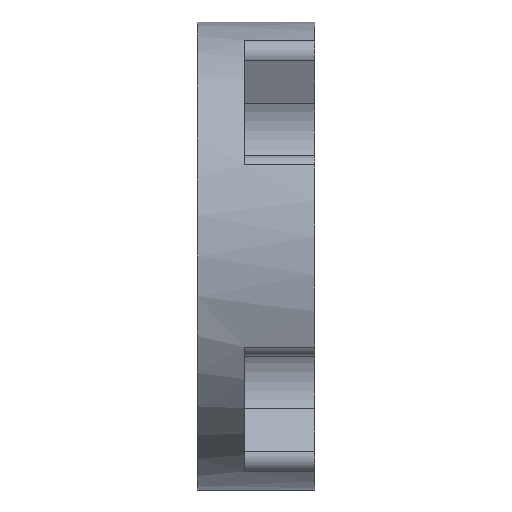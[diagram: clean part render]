
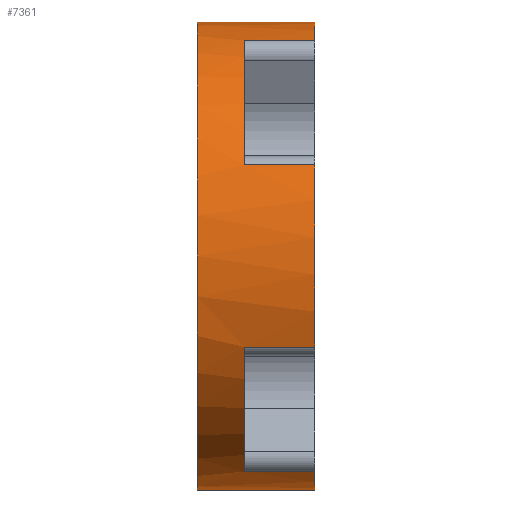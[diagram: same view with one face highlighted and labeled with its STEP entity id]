
A CAD part, left-side view. The second image highlights one B-rep face of the part: STEP entity #7361.
In plain terms, the highlighted cylindrical face has radius 12.696 mm (diameter 25.392 mm), a partial arc.
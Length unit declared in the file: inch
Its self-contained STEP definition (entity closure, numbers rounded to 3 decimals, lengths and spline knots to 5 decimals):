
#105 = VERTEX_POINT ( 'NONE', #6524 ) ;
#309 = CARTESIAN_POINT ( 'NONE',  ( 0., 0., 0. ) ) ;
#439 = EDGE_CURVE ( 'NONE', #8912, #8079, #740, .T. ) ;
#713 = CARTESIAN_POINT ( 'NONE',  ( -0.46047, 0.15, -0.19446 ) ) ;
#740 = LINE ( 'NONE', #9106, #13702 ) ;
#795 = ORIENTED_EDGE ( 'NONE', *, *, #13443, .T. ) ;
#1199 = VERTEX_POINT ( 'NONE', #2068 ) ;
#1221 = ORIENTED_EDGE ( 'NONE', *, *, #10336, .F. ) ;
#1231 = DIRECTION ( 'NONE',  ( 0., 0., 1. ) ) ;
#1377 = DIRECTION ( 'NONE',  ( 0., 1., 0. ) ) ;
#1382 = FACE_OUTER_BOUND ( 'NONE', #9130, .T. ) ;
#1420 = EDGE_CURVE ( 'NONE', #4754, #6504, #11568, .T. ) ;
#2068 = CARTESIAN_POINT ( 'NONE',  ( 0., 0., 0.49985 ) ) ;
#2119 = DIRECTION ( 'NONE',  ( 0., 1., 0. ) ) ;
#2153 = CARTESIAN_POINT ( 'NONE',  ( 0., 0.25, 0.49985 ) ) ;
#2212 = EDGE_CURVE ( 'NONE', #9033, #2616, #13560, .T. ) ;
#2225 = DIRECTION ( 'NONE',  ( 1., 0., 0. ) ) ;
#2355 = CARTESIAN_POINT ( 'NONE',  ( 0., 0.25, -0.49985 ) ) ;
#2392 = LINE ( 'NONE', #4289, #3421 ) ;
#2462 = CIRCLE ( 'NONE', #12171, 0.49985 ) ;
#2616 = VERTEX_POINT ( 'NONE', #9544 ) ;
#2788 = CARTESIAN_POINT ( 'NONE',  ( -0.19446, 0.25, 0.46047 ) ) ;
#2838 = EDGE_CURVE ( 'NONE', #11211, #1199, #4441, .T. ) ;
#3192 = DIRECTION ( 'NONE',  ( 0., 1., 0. ) ) ;
#3243 = AXIS2_PLACEMENT_3D ( 'NONE', #3863, #11245, #9078 ) ;
#3263 = VERTEX_POINT ( 'NONE', #12571 ) ;
#3421 = VECTOR ( 'NONE', #2119, 39.37008 ) ;
#3863 = CARTESIAN_POINT ( 'NONE',  ( 0., 0., 0. ) ) ;
#4289 = CARTESIAN_POINT ( 'NONE',  ( -0.19446, 0.25, -0.46047 ) ) ;
#4297 = EDGE_CURVE ( 'NONE', #6504, #8822, #2392, .T. ) ;
#4352 = CARTESIAN_POINT ( 'NONE',  ( 0., 0.25, 0.49985 ) ) ;
#4441 = LINE ( 'NONE', #2153, #10535 ) ;
#4453 = VECTOR ( 'NONE', #12020, 39.37008 ) ;
#4477 = VECTOR ( 'NONE', #12466, 39.37008 ) ;
#4557 = CYLINDRICAL_SURFACE ( 'NONE', #12011, 0.49985 ) ;
#4688 = AXIS2_PLACEMENT_3D ( 'NONE', #11516, #6186, #6092 ) ;
#4754 = VERTEX_POINT ( 'NONE', #6242 ) ;
#5155 = ORIENTED_EDGE ( 'NONE', *, *, #2212, .T. ) ;
#5244 = LINE ( 'NONE', #7268, #7444 ) ;
#5682 = DIRECTION ( 'NONE',  ( 0., 0., 1. ) ) ;
#5806 = CARTESIAN_POINT ( 'NONE',  ( -0.46047, 0., 0.19446 ) ) ;
#5808 = EDGE_CURVE ( 'NONE', #9543, #11211, #2462, .T. ) ;
#5999 = ORIENTED_EDGE ( 'NONE', *, *, #6713, .T. ) ;
#6092 = DIRECTION ( 'NONE',  ( 0., 0., -1. ) ) ;
#6172 = DIRECTION ( 'NONE',  ( 0., -1., 0. ) ) ;
#6186 = DIRECTION ( 'NONE',  ( 0., -1., 0. ) ) ;
#6242 = CARTESIAN_POINT ( 'NONE',  ( 0., 0., -0.49985 ) ) ;
#6504 = VERTEX_POINT ( 'NONE', #12262 ) ;
#6524 = CARTESIAN_POINT ( 'NONE',  ( -0.19446, 0.15, 0.46047 ) ) ;
#6713 = EDGE_CURVE ( 'NONE', #105, #3263, #7375, .T. ) ;
#6854 = AXIS2_PLACEMENT_3D ( 'NONE', #10814, #11992, #2225 ) ;
#7083 = AXIS2_PLACEMENT_3D ( 'NONE', #309, #1377, #5682 ) ;
#7117 = DIRECTION ( 'NONE',  ( 0., 0., 1. ) ) ;
#7268 = CARTESIAN_POINT ( 'NONE',  ( 0., 0.25, -0.49985 ) ) ;
#7352 = EDGE_CURVE ( 'NONE', #9543, #4754, #5244, .T. ) ;
#7361 = ADVANCED_FACE ( 'NONE', ( #1382 ), #4557, .T. ) ;
#7375 = LINE ( 'NONE', #2788, #4477 ) ;
#7434 = CIRCLE ( 'NONE', #3243, 0.49985 ) ;
#7444 = VECTOR ( 'NONE', #6172, 39.37008 ) ;
#7553 = CIRCLE ( 'NONE', #6854, 0.49985 ) ;
#7817 = EDGE_CURVE ( 'NONE', #105, #8079, #10484, .T. ) ;
#8079 = VERTEX_POINT ( 'NONE', #12836 ) ;
#8351 = EDGE_CURVE ( 'NONE', #2616, #8912, #7434, .T. ) ;
#8790 = ORIENTED_EDGE ( 'NONE', *, *, #7352, .T. ) ;
#8822 = VERTEX_POINT ( 'NONE', #9790 ) ;
#8912 = VERTEX_POINT ( 'NONE', #5806 ) ;
#9033 = VERTEX_POINT ( 'NONE', #713 ) ;
#9078 = DIRECTION ( 'NONE',  ( 0., 0., 1. ) ) ;
#9106 = CARTESIAN_POINT ( 'NONE',  ( -0.46047, 0.25, 0.19446 ) ) ;
#9130 = EDGE_LOOP ( 'NONE', ( #11031, #12235, #8790, #10134, #9616, #1221, #5155, #13770, #11130, #13856, #5999, #795 ) ) ;
#9456 = CIRCLE ( 'NONE', #13711, 0.49985 ) ;
#9535 = DIRECTION ( 'NONE',  ( 0., -1., 0. ) ) ;
#9543 = VERTEX_POINT ( 'NONE', #2355 ) ;
#9544 = CARTESIAN_POINT ( 'NONE',  ( -0.46047, 0., -0.19446 ) ) ;
#9616 = ORIENTED_EDGE ( 'NONE', *, *, #4297, .T. ) ;
#9658 = CARTESIAN_POINT ( 'NONE',  ( 0., 0.25, 0. ) ) ;
#9709 = DIRECTION ( 'NONE',  ( 0., -1., 0. ) ) ;
#9790 = CARTESIAN_POINT ( 'NONE',  ( -0.19446, 0.15, -0.46047 ) ) ;
#10134 = ORIENTED_EDGE ( 'NONE', *, *, #1420, .T. ) ;
#10300 = DIRECTION ( 'NONE',  ( 0., 1., 0. ) ) ;
#10336 = EDGE_CURVE ( 'NONE', #9033, #8822, #7553, .T. ) ;
#10484 = CIRCLE ( 'NONE', #4688, 0.49985 ) ;
#10535 = VECTOR ( 'NONE', #9709, 39.37008 ) ;
#10814 = CARTESIAN_POINT ( 'NONE',  ( 0., 0.15, 0. ) ) ;
#11031 = ORIENTED_EDGE ( 'NONE', *, *, #2838, .F. ) ;
#11130 = ORIENTED_EDGE ( 'NONE', *, *, #439, .T. ) ;
#11211 = VERTEX_POINT ( 'NONE', #4352 ) ;
#11245 = DIRECTION ( 'NONE',  ( 0., 1., 0. ) ) ;
#11516 = CARTESIAN_POINT ( 'NONE',  ( 0., 0.15, 0. ) ) ;
#11568 = CIRCLE ( 'NONE', #7083, 0.49985 ) ;
#11694 = DIRECTION ( 'NONE',  ( 0., 0., -1. ) ) ;
#11992 = DIRECTION ( 'NONE',  ( 0., -1., 0. ) ) ;
#12011 = AXIS2_PLACEMENT_3D ( 'NONE', #12653, #9535, #11694 ) ;
#12020 = DIRECTION ( 'NONE',  ( 0., -1., 0. ) ) ;
#12171 = AXIS2_PLACEMENT_3D ( 'NONE', #9658, #3192, #1231 ) ;
#12235 = ORIENTED_EDGE ( 'NONE', *, *, #5808, .F. ) ;
#12262 = CARTESIAN_POINT ( 'NONE',  ( -0.19446, 0., -0.46047 ) ) ;
#12466 = DIRECTION ( 'NONE',  ( 0., -1., 0. ) ) ;
#12571 = CARTESIAN_POINT ( 'NONE',  ( -0.19446, 0., 0.46047 ) ) ;
#12653 = CARTESIAN_POINT ( 'NONE',  ( 0., 0.25, 0. ) ) ;
#12836 = CARTESIAN_POINT ( 'NONE',  ( -0.46047, 0.15, 0.19446 ) ) ;
#13140 = CARTESIAN_POINT ( 'NONE',  ( -0.46047, 0.25, -0.19446 ) ) ;
#13443 = EDGE_CURVE ( 'NONE', #3263, #1199, #9456, .T. ) ;
#13519 = DIRECTION ( 'NONE',  ( 0., 1., 0. ) ) ;
#13560 = LINE ( 'NONE', #13140, #4453 ) ;
#13616 = CARTESIAN_POINT ( 'NONE',  ( 0., 0., 0. ) ) ;
#13702 = VECTOR ( 'NONE', #10300, 39.37008 ) ;
#13711 = AXIS2_PLACEMENT_3D ( 'NONE', #13616, #13519, #7117 ) ;
#13770 = ORIENTED_EDGE ( 'NONE', *, *, #8351, .T. ) ;
#13856 = ORIENTED_EDGE ( 'NONE', *, *, #7817, .F. ) ;
